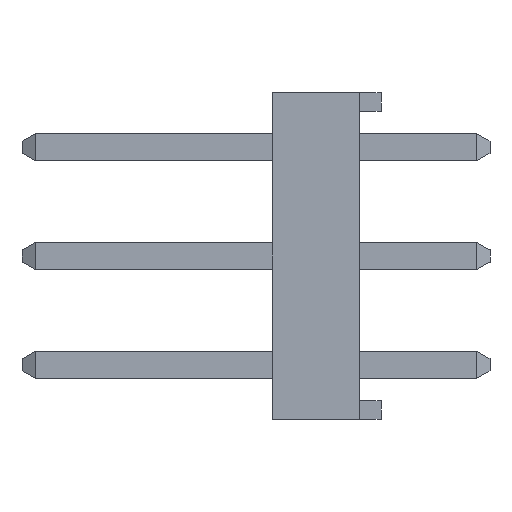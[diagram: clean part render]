
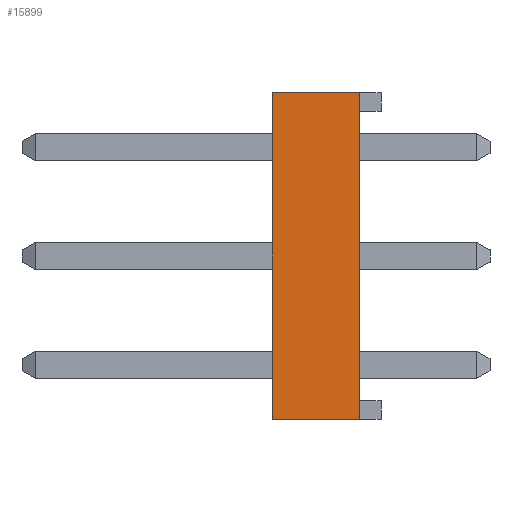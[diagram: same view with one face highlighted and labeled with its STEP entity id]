
A CAD part, left-side view. The second image highlights one B-rep face of the part: STEP entity #15899.
In plain terms, the highlighted planar face has unit normal (-1, 0, 0).
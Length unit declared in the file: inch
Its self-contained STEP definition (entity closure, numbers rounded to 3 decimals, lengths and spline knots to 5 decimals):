
#1495=ORIENTED_EDGE('',*,*,#5685,.F.);
#1496=ORIENTED_EDGE('',*,*,#5039,.F.);
#1497=ORIENTED_EDGE('',*,*,#5686,.F.);
#1498=ORIENTED_EDGE('',*,*,#5128,.T.);
#5039=EDGE_CURVE('',#7197,#7198,#8673,.T.);
#5128=EDGE_CURVE('',#7259,#7258,#8762,.T.);
#5685=EDGE_CURVE('',#7198,#7258,#9319,.T.);
#5686=EDGE_CURVE('',#7259,#7197,#9320,.T.);
#7197=VERTEX_POINT('',#22493);
#7198=VERTEX_POINT('',#22495);
#7258=VERTEX_POINT('',#22651);
#7259=VERTEX_POINT('',#22653);
#8673=LINE('',#22494,#10931);
#8762=LINE('',#22652,#11020);
#9319=LINE('',#23747,#11577);
#9320=LINE('',#23748,#11578);
#10931=VECTOR('',#18111,39.37008);
#11020=VECTOR('',#18216,39.37008);
#11577=VECTOR('',#19173,39.37008);
#11578=VECTOR('',#19174,39.37008);
#12989=EDGE_LOOP('',(#1495,#1496,#1497,#1498));
#13991=FACE_BOUND('',#12989,.T.);
#14993=PLANE('',#16831);
#15899=ADVANCED_FACE('',(#13991),#14993,.F.);
#16831=AXIS2_PLACEMENT_3D('',#23746,#19171,#19172);
#18111=DIRECTION('',(0.,-1.,0.));
#18216=DIRECTION('',(0.,-1.,0.));
#19171=DIRECTION('',(1.,0.,0.));
#19172=DIRECTION('',(0.,0.,-1.));
#19173=DIRECTION('',(0.,0.,-1.));
#19174=DIRECTION('',(0.,0.,1.));
#22493=CARTESIAN_POINT('',(-0.4,0.1,0.15));
#22494=CARTESIAN_POINT('',(-0.4,0.1,0.15));
#22495=CARTESIAN_POINT('',(-0.4,0.02,0.15));
#22651=CARTESIAN_POINT('',(-0.4,0.02,-0.15));
#22652=CARTESIAN_POINT('',(-0.4,0.1,-0.15));
#22653=CARTESIAN_POINT('',(-0.4,0.1,-0.15));
#23746=CARTESIAN_POINT('',(-0.4,0.1,-0.15));
#23747=CARTESIAN_POINT('',(-0.4,0.02,-0.15));
#23748=CARTESIAN_POINT('',(-0.4,0.1,-0.15));
